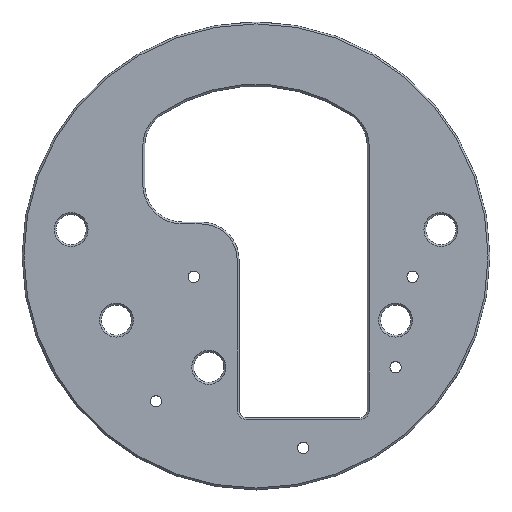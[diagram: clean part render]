
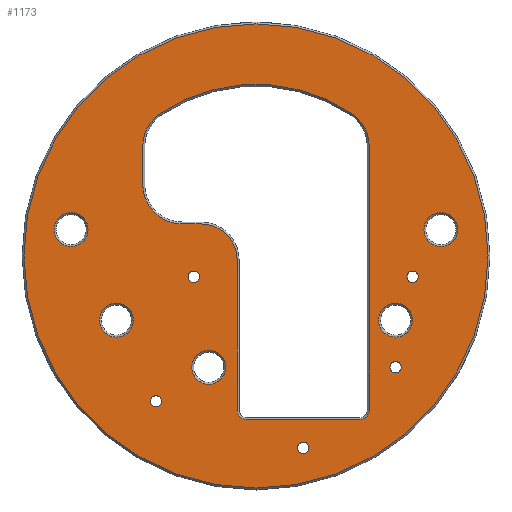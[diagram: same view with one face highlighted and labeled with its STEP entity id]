
A CAD part, top view. The second image highlights one B-rep face of the part: STEP entity #1173.
In plain terms, the highlighted planar face has unit normal (0, 0, 1).
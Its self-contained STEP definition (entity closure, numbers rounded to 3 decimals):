
#30=FACE_BOUND('',#212,.T.);
#31=FACE_BOUND('',#213,.T.);
#32=FACE_BOUND('',#214,.T.);
#33=FACE_BOUND('',#215,.T.);
#34=FACE_BOUND('',#216,.T.);
#35=FACE_BOUND('',#217,.T.);
#36=FACE_BOUND('',#218,.T.);
#37=FACE_BOUND('',#219,.T.);
#38=FACE_BOUND('',#220,.T.);
#39=FACE_BOUND('',#221,.T.);
#40=FACE_BOUND('',#222,.T.);
#89=PLANE('',#1297);
#133=FACE_OUTER_BOUND('',#211,.T.);
#211=EDGE_LOOP('',(#961));
#212=EDGE_LOOP('',(#962));
#213=EDGE_LOOP('',(#963));
#214=EDGE_LOOP('',(#964));
#215=EDGE_LOOP('',(#965));
#216=EDGE_LOOP('',(#966));
#217=EDGE_LOOP('',(#967));
#218=EDGE_LOOP('',(#968));
#219=EDGE_LOOP('',(#969));
#220=EDGE_LOOP('',(#970));
#221=EDGE_LOOP('',(#971));
#222=EDGE_LOOP('',(#972,#973,#974,#975,#976,#977,#978,#979,#980,#981,#982,
#983));
#281=CIRCLE('',#1270,10.5);
#282=CIRCLE('',#1273,9.5);
#283=CIRCLE('',#1276,2.5);
#284=CIRCLE('',#1279,2.5);
#286=CIRCLE('',#1283,10.5);
#287=CIRCLE('',#1285,45.5);
#290=CIRCLE('',#1289,10.5);
#291=CIRCLE('',#1298,61.5);
#292=CIRCLE('',#1299,4.5);
#293=CIRCLE('',#1300,4.5);
#294=CIRCLE('',#1301,4.5);
#295=CIRCLE('',#1302,1.5);
#296=CIRCLE('',#1303,1.5);
#297=CIRCLE('',#1304,1.5);
#298=CIRCLE('',#1305,1.5);
#299=CIRCLE('',#1306,1.5);
#300=CIRCLE('',#1307,4.5);
#301=CIRCLE('',#1308,4.5);
#363=LINE('',#2004,#445);
#366=LINE('',#2012,#448);
#369=LINE('',#2020,#451);
#372=LINE('',#2028,#454);
#378=LINE('',#2051,#460);
#445=VECTOR('',#1518,10.);
#448=VECTOR('',#1527,10.);
#451=VECTOR('',#1536,10.);
#454=VECTOR('',#1545,10.);
#460=VECTOR('',#1571,10.);
#553=VERTEX_POINT('',#1995);
#555=VERTEX_POINT('',#1999);
#556=VERTEX_POINT('',#2003);
#557=VERTEX_POINT('',#2007);
#558=VERTEX_POINT('',#2011);
#559=VERTEX_POINT('',#2015);
#560=VERTEX_POINT('',#2019);
#561=VERTEX_POINT('',#2023);
#562=VERTEX_POINT('',#2027);
#564=VERTEX_POINT('',#2033);
#566=VERTEX_POINT('',#2039);
#568=VERTEX_POINT('',#2045);
#570=VERTEX_POINT('',#2065);
#571=VERTEX_POINT('',#2067);
#572=VERTEX_POINT('',#2069);
#573=VERTEX_POINT('',#2071);
#574=VERTEX_POINT('',#2073);
#575=VERTEX_POINT('',#2075);
#576=VERTEX_POINT('',#2077);
#577=VERTEX_POINT('',#2079);
#578=VERTEX_POINT('',#2081);
#579=VERTEX_POINT('',#2083);
#580=VERTEX_POINT('',#2085);
#683=EDGE_CURVE('',#555,#553,#281,.T.);
#684=EDGE_CURVE('',#553,#556,#363,.T.);
#687=EDGE_CURVE('',#556,#557,#282,.T.);
#688=EDGE_CURVE('',#557,#558,#366,.T.);
#691=EDGE_CURVE('',#558,#559,#283,.T.);
#692=EDGE_CURVE('',#559,#560,#369,.T.);
#695=EDGE_CURVE('',#560,#561,#284,.T.);
#696=EDGE_CURVE('',#561,#562,#372,.T.);
#701=EDGE_CURVE('',#562,#564,#286,.T.);
#702=EDGE_CURVE('',#564,#566,#287,.T.);
#707=EDGE_CURVE('',#566,#568,#290,.T.);
#708=EDGE_CURVE('',#568,#555,#378,.T.);
#715=EDGE_CURVE('',#570,#570,#291,.T.);
#716=EDGE_CURVE('',#571,#571,#292,.T.);
#717=EDGE_CURVE('',#572,#572,#293,.T.);
#718=EDGE_CURVE('',#573,#573,#294,.T.);
#719=EDGE_CURVE('',#574,#574,#295,.T.);
#720=EDGE_CURVE('',#575,#575,#296,.T.);
#721=EDGE_CURVE('',#576,#576,#297,.T.);
#722=EDGE_CURVE('',#577,#577,#298,.T.);
#723=EDGE_CURVE('',#578,#578,#299,.T.);
#724=EDGE_CURVE('',#579,#579,#300,.T.);
#725=EDGE_CURVE('',#580,#580,#301,.T.);
#961=ORIENTED_EDGE('',*,*,#715,.F.);
#962=ORIENTED_EDGE('',*,*,#716,.F.);
#963=ORIENTED_EDGE('',*,*,#717,.F.);
#964=ORIENTED_EDGE('',*,*,#718,.F.);
#965=ORIENTED_EDGE('',*,*,#719,.T.);
#966=ORIENTED_EDGE('',*,*,#720,.T.);
#967=ORIENTED_EDGE('',*,*,#721,.T.);
#968=ORIENTED_EDGE('',*,*,#722,.T.);
#969=ORIENTED_EDGE('',*,*,#723,.T.);
#970=ORIENTED_EDGE('',*,*,#724,.F.);
#971=ORIENTED_EDGE('',*,*,#725,.F.);
#972=ORIENTED_EDGE('',*,*,#683,.F.);
#973=ORIENTED_EDGE('',*,*,#708,.F.);
#974=ORIENTED_EDGE('',*,*,#707,.F.);
#975=ORIENTED_EDGE('',*,*,#702,.F.);
#976=ORIENTED_EDGE('',*,*,#701,.F.);
#977=ORIENTED_EDGE('',*,*,#696,.F.);
#978=ORIENTED_EDGE('',*,*,#695,.F.);
#979=ORIENTED_EDGE('',*,*,#692,.F.);
#980=ORIENTED_EDGE('',*,*,#691,.F.);
#981=ORIENTED_EDGE('',*,*,#688,.F.);
#982=ORIENTED_EDGE('',*,*,#687,.F.);
#983=ORIENTED_EDGE('',*,*,#684,.F.);
#1173=ADVANCED_FACE('',(#133,#30,#31,#32,#33,#34,#35,#36,#37,#38,#39,#40),
#89,.T.);
#1270=AXIS2_PLACEMENT_3D('',#2001,#1514,#1515);
#1273=AXIS2_PLACEMENT_3D('',#2009,#1523,#1524);
#1276=AXIS2_PLACEMENT_3D('',#2017,#1532,#1533);
#1279=AXIS2_PLACEMENT_3D('',#2025,#1541,#1542);
#1283=AXIS2_PLACEMENT_3D('',#2037,#1553,#1554);
#1285=AXIS2_PLACEMENT_3D('',#2040,#1557,#1558);
#1289=AXIS2_PLACEMENT_3D('',#2049,#1567,#1568);
#1297=AXIS2_PLACEMENT_3D('',#2064,#1590,#1591);
#1298=AXIS2_PLACEMENT_3D('',#2066,#1592,#1593);
#1299=AXIS2_PLACEMENT_3D('',#2068,#1594,#1595);
#1300=AXIS2_PLACEMENT_3D('',#2070,#1596,#1597);
#1301=AXIS2_PLACEMENT_3D('',#2072,#1598,#1599);
#1302=AXIS2_PLACEMENT_3D('',#2074,#1600,#1601);
#1303=AXIS2_PLACEMENT_3D('',#2076,#1602,#1603);
#1304=AXIS2_PLACEMENT_3D('',#2078,#1604,#1605);
#1305=AXIS2_PLACEMENT_3D('',#2080,#1606,#1607);
#1306=AXIS2_PLACEMENT_3D('',#2082,#1608,#1609);
#1307=AXIS2_PLACEMENT_3D('',#2084,#1610,#1611);
#1308=AXIS2_PLACEMENT_3D('',#2086,#1612,#1613);
#1514=DIRECTION('center_axis',(0.,0.,1.));
#1515=DIRECTION('ref_axis',(-0.707,-0.707,0.));
#1518=DIRECTION('',(1.,0.,0.));
#1523=DIRECTION('center_axis',(0.,0.,-1.));
#1524=DIRECTION('ref_axis',(0.707,0.707,0.));
#1527=DIRECTION('',(0.,-1.,0.));
#1532=DIRECTION('center_axis',(0.,0.,1.));
#1533=DIRECTION('ref_axis',(-0.707,-0.707,0.));
#1536=DIRECTION('',(1.,0.,0.));
#1541=DIRECTION('center_axis',(0.,0.,1.));
#1542=DIRECTION('ref_axis',(0.707,-0.707,0.));
#1545=DIRECTION('',(0.,1.,0.));
#1553=DIRECTION('center_axis',(0.,0.,1.));
#1554=DIRECTION('ref_axis',(0.882,0.471,0.));
#1557=DIRECTION('center_axis',(0.,0.,1.));
#1558=DIRECTION('ref_axis',(0.656,0.755,0.));
#1567=DIRECTION('center_axis',(0.,0.,1.));
#1568=DIRECTION('ref_axis',(-0.882,0.471,0.));
#1571=DIRECTION('',(0.,-1.,0.));
#1590=DIRECTION('center_axis',(0.,0.,1.));
#1591=DIRECTION('ref_axis',(1.,0.,0.));
#1592=DIRECTION('center_axis',(0.,0.,-1.));
#1593=DIRECTION('ref_axis',(-1.,0.,0.));
#1594=DIRECTION('center_axis',(0.,0.,1.));
#1595=DIRECTION('ref_axis',(-1.,0.,0.));
#1596=DIRECTION('center_axis',(0.,0.,1.));
#1597=DIRECTION('ref_axis',(-1.,0.,0.));
#1598=DIRECTION('center_axis',(0.,0.,1.));
#1599=DIRECTION('ref_axis',(-1.,0.,0.));
#1600=DIRECTION('center_axis',(0.,0.,-1.));
#1601=DIRECTION('ref_axis',(1.,0.,0.));
#1602=DIRECTION('center_axis',(0.,0.,-1.));
#1603=DIRECTION('ref_axis',(1.,0.,0.));
#1604=DIRECTION('center_axis',(0.,0.,-1.));
#1605=DIRECTION('ref_axis',(1.,0.,0.));
#1606=DIRECTION('center_axis',(0.,0.,-1.));
#1607=DIRECTION('ref_axis',(1.,0.,0.));
#1608=DIRECTION('center_axis',(0.,0.,-1.));
#1609=DIRECTION('ref_axis',(1.,0.,0.));
#1610=DIRECTION('center_axis',(0.,0.,1.));
#1611=DIRECTION('ref_axis',(-1.,0.,0.));
#1612=DIRECTION('center_axis',(0.,0.,1.));
#1613=DIRECTION('ref_axis',(-1.,0.,0.));
#1995=CARTESIAN_POINT('',(-19.5,8.482,10.));
#1999=CARTESIAN_POINT('',(-30.,18.982,10.));
#2001=CARTESIAN_POINT('Origin',(-19.5,18.982,10.));
#2003=CARTESIAN_POINT('',(-14.5,8.482,10.));
#2004=CARTESIAN_POINT('',(-2.25,8.482,10.));
#2007=CARTESIAN_POINT('',(-5.,-1.018,10.));
#2009=CARTESIAN_POINT('Origin',(-14.5,-1.018,10.));
#2011=CARTESIAN_POINT('',(-5.,-40.85,10.));
#2012=CARTESIAN_POINT('',(-5.,-21.425,10.));
#2015=CARTESIAN_POINT('',(-2.5,-43.35,10.));
#2017=CARTESIAN_POINT('Origin',(-2.5,-40.85,10.));
#2019=CARTESIAN_POINT('',(27.5,-43.35,10.));
#2020=CARTESIAN_POINT('',(14.75,-43.35,10.));
#2023=CARTESIAN_POINT('',(30.,-40.85,10.));
#2025=CARTESIAN_POINT('Origin',(27.5,-40.85,10.));
#2027=CARTESIAN_POINT('',(30.,29.065,10.));
#2028=CARTESIAN_POINT('',(30.,16.991,10.));
#2033=CARTESIAN_POINT('',(25.35,37.784,10.));
#2037=CARTESIAN_POINT('Origin',(19.5,29.065,10.));
#2039=CARTESIAN_POINT('',(-25.35,37.784,10.));
#2040=CARTESIAN_POINT('Origin',(0.,0.,10.));
#2045=CARTESIAN_POINT('',(-30.,29.065,10.));
#2049=CARTESIAN_POINT('Origin',(-19.5,29.065,10.));
#2051=CARTESIAN_POINT('',(-30.,4.491,10.));
#2064=CARTESIAN_POINT('Origin',(0.,0.,10.));
#2065=CARTESIAN_POINT('',(61.5,0.,10.));
#2066=CARTESIAN_POINT('Origin',(0.,0.,10.));
#2067=CARTESIAN_POINT('',(53.5,7.,10.));
#2068=CARTESIAN_POINT('Origin',(49.,7.,10.));
#2069=CARTESIAN_POINT('',(-8.,-29.5,10.));
#2070=CARTESIAN_POINT('Origin',(-12.5,-29.5,10.));
#2071=CARTESIAN_POINT('',(-44.5,7.,10.));
#2072=CARTESIAN_POINT('Origin',(-49.,7.,10.));
#2073=CARTESIAN_POINT('',(35.5,-29.5,10.));
#2074=CARTESIAN_POINT('Origin',(37.,-29.5,10.));
#2075=CARTESIAN_POINT('',(11.,-50.85,10.));
#2076=CARTESIAN_POINT('Origin',(12.5,-50.85,10.));
#2077=CARTESIAN_POINT('',(-18.,-5.5,10.));
#2078=CARTESIAN_POINT('Origin',(-16.5,-5.5,10.));
#2079=CARTESIAN_POINT('',(40.,-5.5,10.));
#2080=CARTESIAN_POINT('Origin',(41.5,-5.5,10.));
#2081=CARTESIAN_POINT('',(-28.,-38.5,10.));
#2082=CARTESIAN_POINT('Origin',(-26.5,-38.5,10.));
#2083=CARTESIAN_POINT('',(-32.5,-17.,10.));
#2084=CARTESIAN_POINT('Origin',(-37.,-17.,10.));
#2085=CARTESIAN_POINT('',(41.5,-17.,10.));
#2086=CARTESIAN_POINT('Origin',(37.,-17.,10.));
